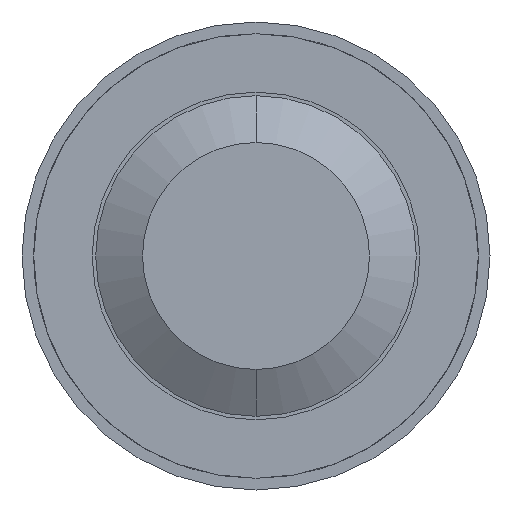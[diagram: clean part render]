
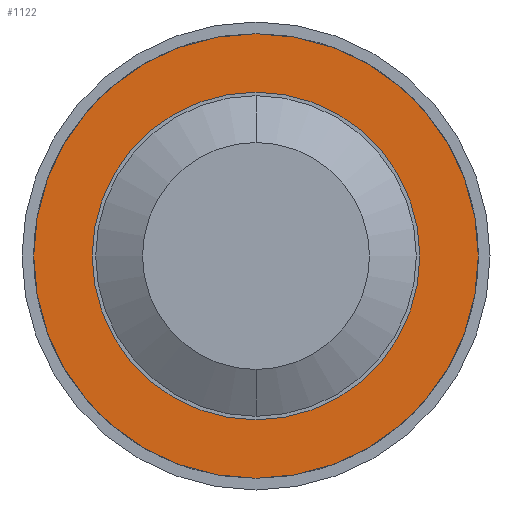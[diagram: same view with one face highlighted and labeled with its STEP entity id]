
A CAD part, front view. The second image highlights one B-rep face of the part: STEP entity #1122.
In plain terms, the highlighted planar face has unit normal (0, -1, 0).
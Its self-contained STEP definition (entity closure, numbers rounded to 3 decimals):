
#85 = DIRECTION ( 'NONE',  ( 0., 1., 0. ) ) ;
#195 = CARTESIAN_POINT ( 'NONE',  ( 0., -2.5, -0.95 ) ) ;
#260 = EDGE_LOOP ( 'NONE', ( #3537, #3826 ) ) ;
#340 = CARTESIAN_POINT ( 'NONE',  ( 0., -2.5, -0.685 ) ) ;
#513 = AXIS2_PLACEMENT_3D ( 'NONE', #4005, #85, #4023 ) ;
#661 = FACE_BOUND ( 'NONE', #2947, .T. ) ;
#681 = ORIENTED_EDGE ( 'NONE', *, *, #1890, .T. ) ;
#918 = EDGE_CURVE ( 'Defeature ausgef�hrt2_15+Defeature ausgef�hrt2_16+Defeature ausgef�hrt2_16+Defeature ausgef�hrt2_16', #2758, #3985, #1436, .T. ) ;
#1081 = CARTESIAN_POINT ( 'NONE',  ( 0., -2.5, 0. ) ) ;
#1122 = ADVANCED_FACE ( 'Defeature ausgef�hrt2_16', ( #3522, #661 ), #3167, .F. ) ;
#1133 = DIRECTION ( 'NONE',  ( 0., 1., 0. ) ) ;
#1176 = CARTESIAN_POINT ( 'NONE',  ( 0.95, -2.5, 0. ) ) ;
#1211 = CIRCLE ( 'NONE', #1470, 0.685 ) ;
#1240 = AXIS2_PLACEMENT_3D ( 'NONE', #3109, #2073, #2408 ) ;
#1436 = CIRCLE ( 'NONE', #513, 0.95 ) ;
#1470 = AXIS2_PLACEMENT_3D ( 'NONE', #3756, #1133, #1771 ) ;
#1473 = DIRECTION ( 'NONE',  ( 0., 0., 1. ) ) ;
#1771 = DIRECTION ( 'NONE',  ( 0., 0., 1. ) ) ;
#1890 = EDGE_CURVE ( 'Defeature ausgef�hrt2_16+Defeature ausgef�hrt2_10+Defeature ausgef�hrt2_10+Defeature ausgef�hrt2_10', #4246, #3752, #3011, .T. ) ;
#2073 = DIRECTION ( 'NONE',  ( 0., 1., 0. ) ) ;
#2115 = DIRECTION ( 'NONE',  ( 0., 0., 1. ) ) ;
#2362 = EDGE_CURVE ( 'Defeature ausgef�hrt2_15+Defeature ausgef�hrt2_16+Defeature ausgef�hrt2_16+Defeature ausgef�hrt2_16', #3985, #2758, #2505, .T. ) ;
#2408 = DIRECTION ( 'NONE',  ( 0., 0., 1. ) ) ;
#2505 = CIRCLE ( 'NONE', #1240, 0.95 ) ;
#2514 = AXIS2_PLACEMENT_3D ( 'NONE', #1081, #3788, #1473 ) ;
#2666 = AXIS2_PLACEMENT_3D ( 'NONE', #1176, #3822, #2115 ) ;
#2758 = VERTEX_POINT ( 'NONE', #3705 ) ;
#2947 = EDGE_LOOP ( 'NONE', ( #681, #3871 ) ) ;
#3011 = CIRCLE ( 'NONE', #2514, 0.685 ) ;
#3109 = CARTESIAN_POINT ( 'NONE',  ( 0., -2.5, 0. ) ) ;
#3167 = PLANE ( 'NONE',  #2666 ) ;
#3315 = CARTESIAN_POINT ( 'NONE',  ( 0., -2.5, 0.685 ) ) ;
#3522 = FACE_OUTER_BOUND ( 'NONE', #260, .T. ) ;
#3537 = ORIENTED_EDGE ( 'NONE', *, *, #918, .F. ) ;
#3705 = CARTESIAN_POINT ( 'NONE',  ( 0., -2.5, 0.95 ) ) ;
#3752 = VERTEX_POINT ( 'NONE', #340 ) ;
#3756 = CARTESIAN_POINT ( 'NONE',  ( 0., -2.5, 0. ) ) ;
#3788 = DIRECTION ( 'NONE',  ( 0., 1., 0. ) ) ;
#3822 = DIRECTION ( 'NONE',  ( 0., 1., 0. ) ) ;
#3826 = ORIENTED_EDGE ( 'NONE', *, *, #2362, .F. ) ;
#3871 = ORIENTED_EDGE ( 'NONE', *, *, #3893, .T. ) ;
#3893 = EDGE_CURVE ( 'Defeature ausgef�hrt2_16+Defeature ausgef�hrt2_10+Defeature ausgef�hrt2_10+Defeature ausgef�hrt2_10', #3752, #4246, #1211, .T. ) ;
#3985 = VERTEX_POINT ( 'NONE', #195 ) ;
#4005 = CARTESIAN_POINT ( 'NONE',  ( 0., -2.5, 0. ) ) ;
#4023 = DIRECTION ( 'NONE',  ( 0., 0., 1. ) ) ;
#4246 = VERTEX_POINT ( 'NONE', #3315 ) ;
